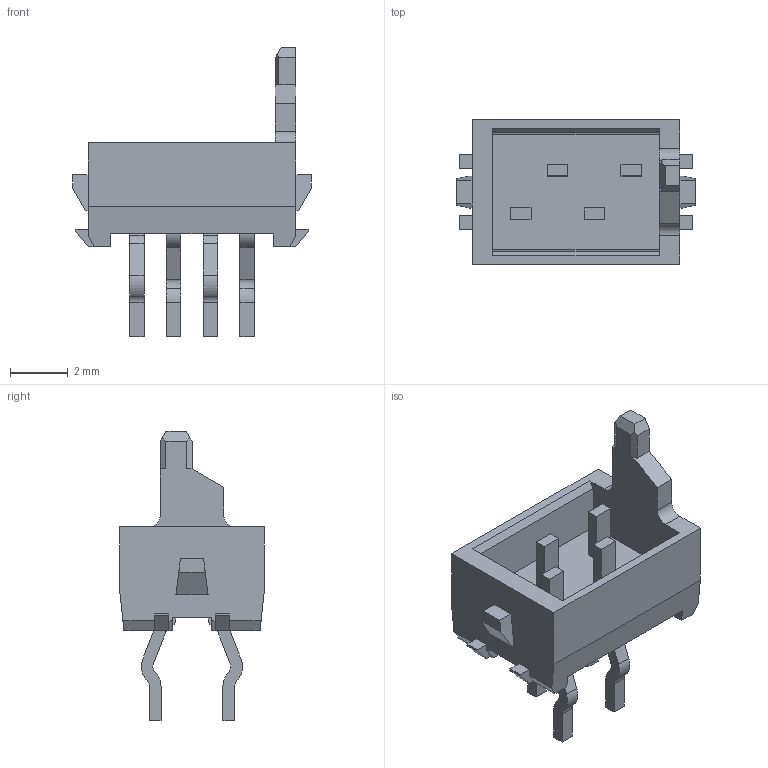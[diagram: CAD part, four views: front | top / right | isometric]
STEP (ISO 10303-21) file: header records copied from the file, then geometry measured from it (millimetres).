
FILE_DESCRIPTION((''),'2;1');
FILE_NAME('C-215464-4','2017-03-10T',('workeradm'),('Tyco Electronics Ltd.'),'CREO PARAMETRIC BY PTC INC, 2016050','CREO PARAMETRIC BY PTC INC, 2016050','');
FILE_SCHEMA(('AUTOMOTIVE_DESIGN { 1 0 10303 214 1 1 1 1 }'));
Length unit declared in the file: millimetre
Products named in the file (1): C-215464-4
Bounding box: 8.26 x 5 x 10 mm (x, y, z)
Volume: 81 mm3; surface area: 253.4 mm2
Topology: 1 solids, 1 shells, 161 faces, 450 edges, 301 vertices
Faces by surface type: plane 127, cylinder 34
Entity records: 5312 total; most frequent: CARTESIAN_POINT 914, ORIENTED_EDGE 900, DIRECTION 840, EDGE_CURVE 450, VECTOR 382, LINE 382, VERTEX_POINT 301, AXIS2_PLACEMENT_3D 229
